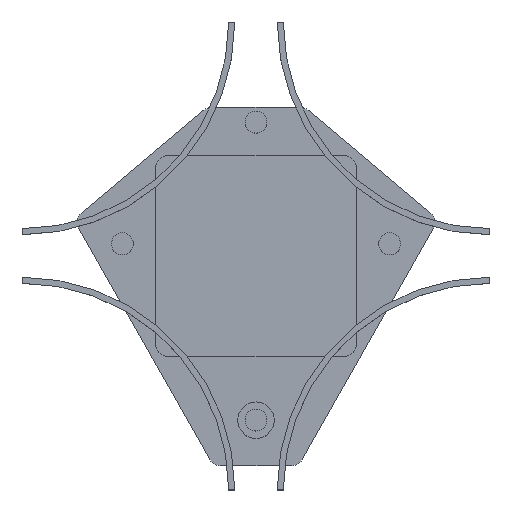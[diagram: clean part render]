
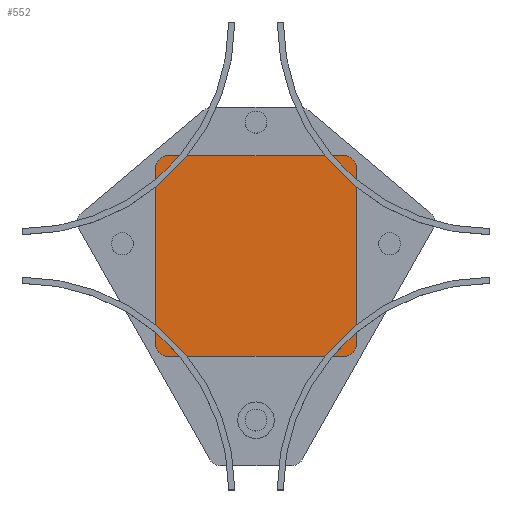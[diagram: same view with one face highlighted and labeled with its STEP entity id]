
A CAD part, top view. The second image highlights one B-rep face of the part: STEP entity #552.
In plain terms, the highlighted planar face has unit normal (0, 0, 1).
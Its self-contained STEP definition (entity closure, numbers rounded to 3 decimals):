
#552=ADVANCED_FACE('',(#1331),#1333,.T.);
#1331=FACE_BOUND('',#1332,.T.);
#1332=EDGE_LOOP('',(#1743,#1744,#1745,#1746,#1747,#1748,#1749,#1750));
#1333=PLANE('',#1334);
#1334=AXIS2_PLACEMENT_3D('',#1335,#1336,#1337);
#1335=CARTESIAN_POINT('',(0.,0.,10.5));
#1336=DIRECTION('',(0.,0.,1.));
#1337=DIRECTION('',(1.,0.,0.));
#1743=ORIENTED_EDGE('',*,*,#1993,.T.);
#1744=ORIENTED_EDGE('',*,*,#1997,.T.);
#1745=ORIENTED_EDGE('',*,*,#2000,.T.);
#1746=ORIENTED_EDGE('',*,*,#2003,.T.);
#1747=ORIENTED_EDGE('',*,*,#2006,.T.);
#1748=ORIENTED_EDGE('',*,*,#2009,.T.);
#1749=ORIENTED_EDGE('',*,*,#2012,.T.);
#1750=ORIENTED_EDGE('',*,*,#2014,.T.);
#1993=EDGE_CURVE('',#2152,#2150,#2153,.T.);
#1997=EDGE_CURVE('',#2150,#2157,#2159,.T.);
#2000=EDGE_CURVE('',#2157,#2162,#2164,.T.);
#2003=EDGE_CURVE('',#2162,#2167,#2169,.T.);
#2006=EDGE_CURVE('',#2167,#2172,#2174,.T.);
#2009=EDGE_CURVE('',#2172,#2177,#2179,.T.);
#2012=EDGE_CURVE('',#2177,#2182,#2184,.T.);
#2014=EDGE_CURVE('',#2182,#2152,#2186,.T.);
#2150=VERTEX_POINT('',#2477);
#2152=VERTEX_POINT('',#2481);
#2153=CIRCLE('',#2482,2.);
#2157=VERTEX_POINT('',#2493);
#2159=LINE('',#2497,#2498);
#2162=VERTEX_POINT('',#2505);
#2164=CIRCLE('',#2509,2.);
#2167=VERTEX_POINT('',#2517);
#2169=LINE('',#2521,#2522);
#2172=VERTEX_POINT('',#2529);
#2174=CIRCLE('',#2533,2.);
#2177=VERTEX_POINT('',#2541);
#2179=LINE('',#2545,#2546);
#2182=VERTEX_POINT('',#2553);
#2184=CIRCLE('',#2557,2.);
#2186=LINE('',#2564,#2565);
#2477=CARTESIAN_POINT('',(16.5,-14.5,10.5));
#2481=CARTESIAN_POINT('',(14.5,-16.5,10.5));
#2482=AXIS2_PLACEMENT_3D('',#2483,#2484,#2485);
#2483=CARTESIAN_POINT('',(14.5,-14.5,10.5));
#2484=DIRECTION('',(0.,0.,1.));
#2485=DIRECTION('',(0.,-1.,0.));
#2493=CARTESIAN_POINT('',(16.5,14.5,10.5));
#2497=CARTESIAN_POINT('',(16.5,-14.5,10.5));
#2498=VECTOR('',#2499,1.);
#2499=DIRECTION('',(0.,1.,0.));
#2505=CARTESIAN_POINT('',(14.5,16.5,10.5));
#2509=AXIS2_PLACEMENT_3D('',#2510,#2511,#2512);
#2510=CARTESIAN_POINT('',(14.5,14.5,10.5));
#2511=DIRECTION('',(0.,0.,1.));
#2512=DIRECTION('',(1.,0.,0.));
#2517=CARTESIAN_POINT('',(-14.5,16.5,10.5));
#2521=CARTESIAN_POINT('',(14.5,16.5,10.5));
#2522=VECTOR('',#2523,1.);
#2523=DIRECTION('',(-1.,0.,0.));
#2529=CARTESIAN_POINT('',(-16.5,14.5,10.5));
#2533=AXIS2_PLACEMENT_3D('',#2534,#2535,#2536);
#2534=CARTESIAN_POINT('',(-14.5,14.5,10.5));
#2535=DIRECTION('',(0.,0.,1.));
#2536=DIRECTION('',(0.,1.,0.));
#2541=CARTESIAN_POINT('',(-16.5,-14.5,10.5));
#2545=CARTESIAN_POINT('',(-16.5,14.5,10.5));
#2546=VECTOR('',#2547,1.);
#2547=DIRECTION('',(0.,-1.,0.));
#2553=CARTESIAN_POINT('',(-14.5,-16.5,10.5));
#2557=AXIS2_PLACEMENT_3D('',#2558,#2559,#2560);
#2558=CARTESIAN_POINT('',(-14.5,-14.5,10.5));
#2559=DIRECTION('',(0.,0.,1.));
#2560=DIRECTION('',(-1.,0.,0.));
#2564=CARTESIAN_POINT('',(-14.5,-16.5,10.5));
#2565=VECTOR('',#2566,1.);
#2566=DIRECTION('',(1.,0.,0.));
